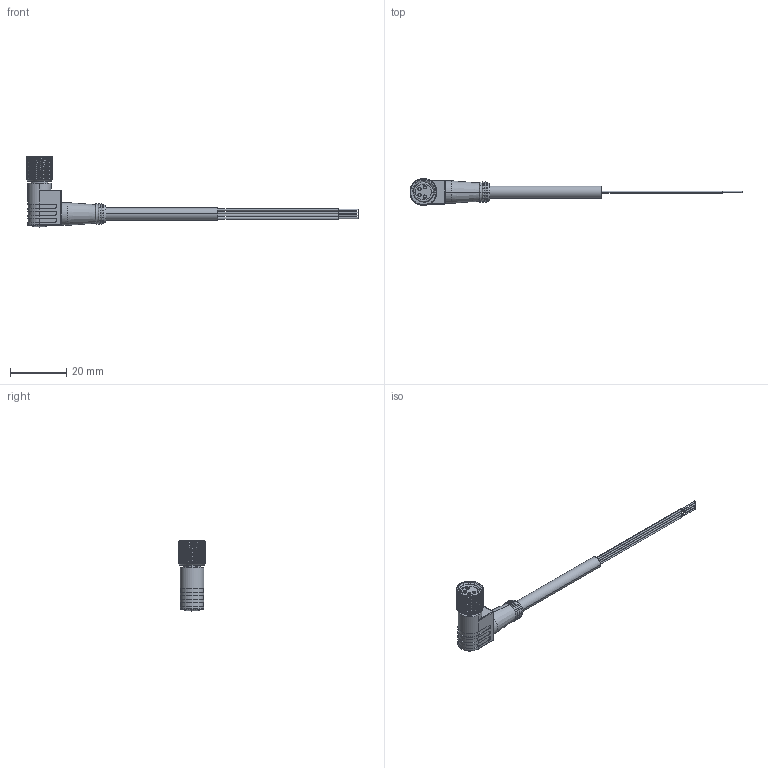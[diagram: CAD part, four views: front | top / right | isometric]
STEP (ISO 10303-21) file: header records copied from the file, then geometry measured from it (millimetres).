
FILE_DESCRIPTION((''),'2;1');
FILE_NAME('217960_ASM','2020-06-04T14:56:19',('PDMAdmin'),('BANNER ENGINEERING'),'CREO PARAMETRIC BY PTC INC, 2019292','CREO PARAMETRIC BY PTC INC, 2019292','');
FILE_SCHEMA(('CONFIG_CONTROL_DESIGN'));
Length unit declared in the file: millimetre
Products named in the file (10): 217517_PICO-F-4PIN; 306_00249_17_0; 217517_ASM; 217531_OVERMOLD; 217509; 134314; 217710_ASM; CABLE_432_4COND_02880; 216580_ASM; 217960_ASM
Assembly tree (12 placements, depth 5):
  217960_ASM
    216580_ASM
      217710_ASM
        217517_ASM
          217517_PICO-F-4PIN
          306_00249_17_0  x4
        217531_OVERMOLD
        217509
        134314
      CABLE_432_4COND_02880
Bounding box: 118.55 x 9.6 x 25 mm (x, y, z)
Volume: 3197.2 mm3; surface area: 4344.4 mm2
Topology: 9 solids, 9 shells, 2790 faces, 6182 edges, 3427 vertices
Faces by surface type: bspline 1902, cylinder 607, plane 256, cone 8, sphere 6, revolution 6, torus 5
Entity records: 145156 total; most frequent: CARTESIAN_POINT 102812, ORIENTED_EDGE 11688, EDGE_CURVE 5844, B_SPLINE_CURVE_WITH_KNOTS 4840, VERTEX_POINT 3199, DIRECTION 2978, EDGE_LOOP 2703, FACE_OUTER_BOUND 2673
